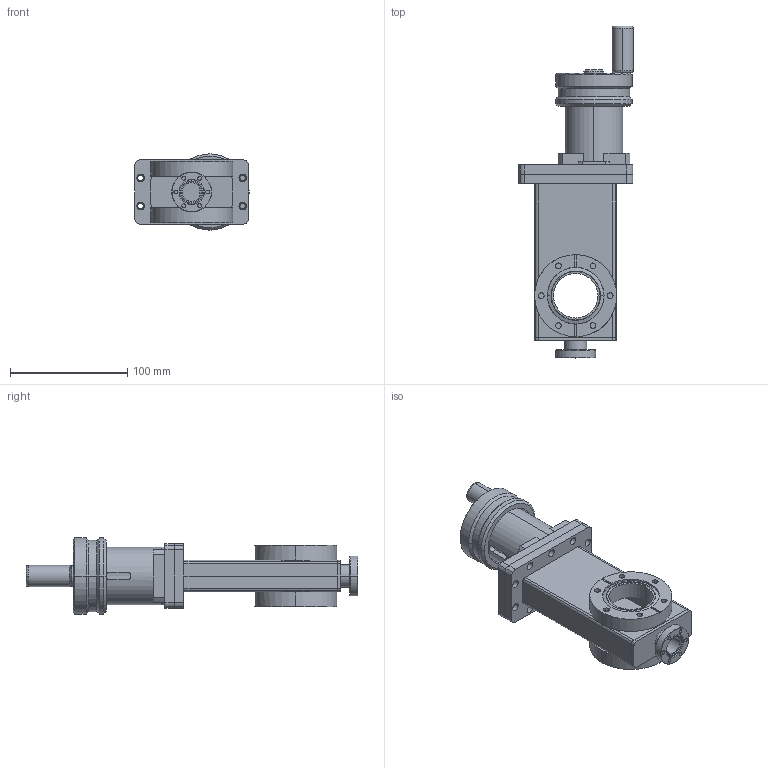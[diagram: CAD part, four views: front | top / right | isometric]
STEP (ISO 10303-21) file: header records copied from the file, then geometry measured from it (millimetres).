
FILE_DESCRIPTION (( 'STEP AP214' ), '1' );
FILE_NAME ('G1500-100-21(275150)-1100-1.33-RP_GATE_VALVE_1.5_I.D._X_2.75_O.D._CF_FLANGE_PORTS_METAL_SEAL_BONNET_MANUAL_ACTUATION_1.33_ROUGHING_PORT.STEP', '2025-01-24T15:44:14', ( '' ), ( '' ), 'SwSTEP 2.0', 'SolidWorks 2023', '' );
FILE_SCHEMA (( 'AUTOMOTIVE_DESIGN' ));
Length unit declared in the file: millimetre
Products named in the file (1): G1500-100-21(275150)-1100-1.33-RP_GATE_VALVE_1.5_I.D._X_2.75_O.D._CF_FLANGE_PORTS_METAL_SEAL_BONNET_MANUAL_ACTUATION_1.33_ROUGHING_PORT
Bounding box: 97.5 x 282.8 x 65 mm (x, y, z)
Volume: 315482.9 mm3; surface area: 150792 mm2
Topology: 15 solids, 15 shells, 474 faces, 1216 edges, 794 vertices
Faces by surface type: cylinder 276, plane 148, cone 36, torus 14
Entity records: 15147 total; most frequent: DIRECTION 2784, CARTESIAN_POINT 2675, ORIENTED_EDGE 2416, EDGE_CURVE 1208, AXIS2_PLACEMENT_3D 1111, VERTEX_POINT 794, CIRCLE 636, EDGE_LOOP 616
